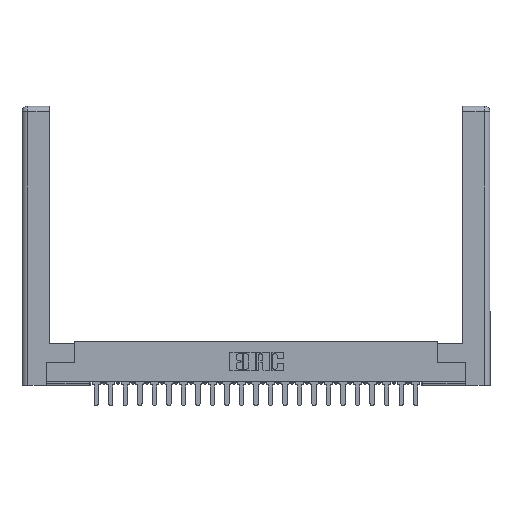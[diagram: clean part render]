
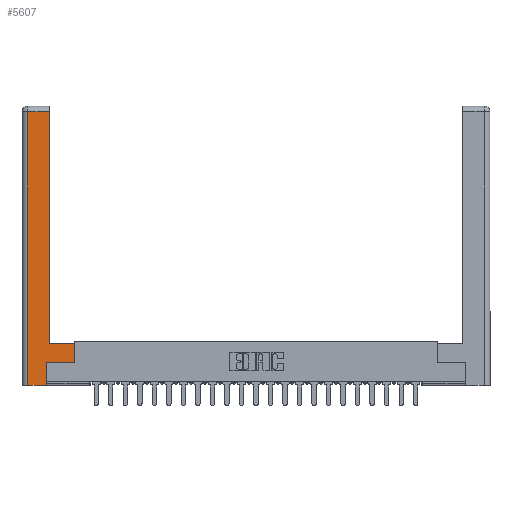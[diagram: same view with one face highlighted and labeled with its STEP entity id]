
A CAD part, top view. The second image highlights one B-rep face of the part: STEP entity #5607.
In plain terms, the highlighted planar face has unit normal (0, 0, 1).
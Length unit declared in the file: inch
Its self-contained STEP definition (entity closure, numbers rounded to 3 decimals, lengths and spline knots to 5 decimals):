
#519 = VERTEX_POINT ( 'NONE', #16876 ) ;
#836 = EDGE_CURVE ( 'NONE', #3728, #23013, #8735, .T. ) ;
#861 = ORIENTED_EDGE ( 'NONE', *, *, #1339, .T. ) ;
#889 = VECTOR ( 'NONE', #16895, 39.37008 ) ;
#1139 = EDGE_CURVE ( 'NONE', #23013, #17073, #17956, .T. ) ;
#1339 = EDGE_CURVE ( 'NONE', #17073, #10995, #4834, .T. ) ;
#1412 = LINE ( 'NONE', #20696, #2694 ) ;
#1916 = VECTOR ( 'NONE', #16598, 39.37008 ) ;
#2424 = CARTESIAN_POINT ( 'NONE',  ( 0.295, 0.45, 0. ) ) ;
#2470 = DIRECTION ( 'NONE',  ( -1., 0., 0. ) ) ;
#2694 = VECTOR ( 'NONE', #9243, 39.37008 ) ;
#3530 = EDGE_CURVE ( 'NONE', #22053, #3728, #12898, .T. ) ;
#3546 = DIRECTION ( 'NONE',  ( 1., 0., 0. ) ) ;
#3728 = VERTEX_POINT ( 'NONE', #24469 ) ;
#3790 = CARTESIAN_POINT ( 'NONE',  ( 0.565, 0.45, 0. ) ) ;
#4190 = VERTEX_POINT ( 'NONE', #14395 ) ;
#4834 = LINE ( 'NONE', #21273, #9605 ) ;
#4836 = CARTESIAN_POINT ( 'NONE',  ( 0.265, 0.245, 0. ) ) ;
#5132 = DIRECTION ( 'NONE',  ( -1., 0., 0. ) ) ;
#5607 = ADVANCED_FACE ( 'NONE', ( #10537 ), #18505, .F. ) ;
#5963 = ORIENTED_EDGE ( 'NONE', *, *, #1139, .T. ) ;
#6577 = EDGE_LOOP ( 'NONE', ( #24011, #18086, #5963, #861, #8247, #14165, #23896, #21632 ) ) ;
#7857 = EDGE_CURVE ( 'NONE', #4190, #22053, #12710, .T. ) ;
#8247 = ORIENTED_EDGE ( 'NONE', *, *, #19196, .T. ) ;
#8376 = EDGE_CURVE ( 'NONE', #519, #4190, #19231, .T. ) ;
#8512 = CARTESIAN_POINT ( 'NONE',  ( 0.0615, 0., 0. ) ) ;
#8735 = LINE ( 'NONE', #10271, #1916 ) ;
#9243 = DIRECTION ( 'NONE',  ( 1., 0., 0. ) ) ;
#9605 = VECTOR ( 'NONE', #3546, 39.37008 ) ;
#10271 = CARTESIAN_POINT ( 'NONE',  ( 0.0615, 2.94, 0. ) ) ;
#10524 = CARTESIAN_POINT ( 'NONE',  ( 0.295, 0.45, 0. ) ) ;
#10537 = FACE_OUTER_BOUND ( 'NONE', #6577, .T. ) ;
#10995 = VERTEX_POINT ( 'NONE', #24304 ) ;
#11214 = AXIS2_PLACEMENT_3D ( 'NONE', #18253, #18634, #2470 ) ;
#11434 = CARTESIAN_POINT ( 'NONE',  ( 0.265, 0.245, 0. ) ) ;
#12110 = EDGE_CURVE ( 'NONE', #19854, #519, #1412, .T. ) ;
#12710 = LINE ( 'NONE', #10524, #24480 ) ;
#12898 = LINE ( 'NONE', #13150, #889 ) ;
#13150 = CARTESIAN_POINT ( 'NONE',  ( 0.295, 3., 0. ) ) ;
#14165 = ORIENTED_EDGE ( 'NONE', *, *, #12110, .T. ) ;
#14395 = CARTESIAN_POINT ( 'NONE',  ( 0.565, 0.45, 0. ) ) ;
#14686 = CARTESIAN_POINT ( 'NONE',  ( 0.0615, 2.94, 0. ) ) ;
#16598 = DIRECTION ( 'NONE',  ( -1., 0., 0. ) ) ;
#16876 = CARTESIAN_POINT ( 'NONE',  ( 0.565, 0.245, 0. ) ) ;
#16895 = DIRECTION ( 'NONE',  ( 0., 1., 0. ) ) ;
#17073 = VERTEX_POINT ( 'NONE', #8512 ) ;
#17300 = DIRECTION ( 'NONE',  ( 0., 1., 0. ) ) ;
#17576 = VECTOR ( 'NONE', #19271, 39.37008 ) ;
#17956 = LINE ( 'NONE', #23753, #24479 ) ;
#18086 = ORIENTED_EDGE ( 'NONE', *, *, #836, .T. ) ;
#18253 = CARTESIAN_POINT ( 'NONE',  ( 0., 0., 0. ) ) ;
#18505 = PLANE ( 'NONE',  #11214 ) ;
#18634 = DIRECTION ( 'NONE',  ( 0., 0., -1. ) ) ;
#19196 = EDGE_CURVE ( 'NONE', #10995, #19854, #21211, .T. ) ;
#19231 = LINE ( 'NONE', #3790, #22019 ) ;
#19271 = DIRECTION ( 'NONE',  ( 0., 1., 0. ) ) ;
#19854 = VERTEX_POINT ( 'NONE', #4836 ) ;
#20696 = CARTESIAN_POINT ( 'NONE',  ( 0.565, 0.245, 0. ) ) ;
#21211 = LINE ( 'NONE', #11434, #17576 ) ;
#21273 = CARTESIAN_POINT ( 'NONE',  ( 0.265, 0., 0. ) ) ;
#21632 = ORIENTED_EDGE ( 'NONE', *, *, #7857, .T. ) ;
#22019 = VECTOR ( 'NONE', #17300, 39.37008 ) ;
#22053 = VERTEX_POINT ( 'NONE', #2424 ) ;
#23013 = VERTEX_POINT ( 'NONE', #14686 ) ;
#23753 = CARTESIAN_POINT ( 'NONE',  ( 0.0615, 0., 0. ) ) ;
#23896 = ORIENTED_EDGE ( 'NONE', *, *, #8376, .T. ) ;
#24011 = ORIENTED_EDGE ( 'NONE', *, *, #3530, .T. ) ;
#24130 = DIRECTION ( 'NONE',  ( 0., -1., 0. ) ) ;
#24304 = CARTESIAN_POINT ( 'NONE',  ( 0.265, 0., 0. ) ) ;
#24469 = CARTESIAN_POINT ( 'NONE',  ( 0.295, 2.94, 0. ) ) ;
#24479 = VECTOR ( 'NONE', #24130, 39.37008 ) ;
#24480 = VECTOR ( 'NONE', #5132, 39.37008 ) ;
